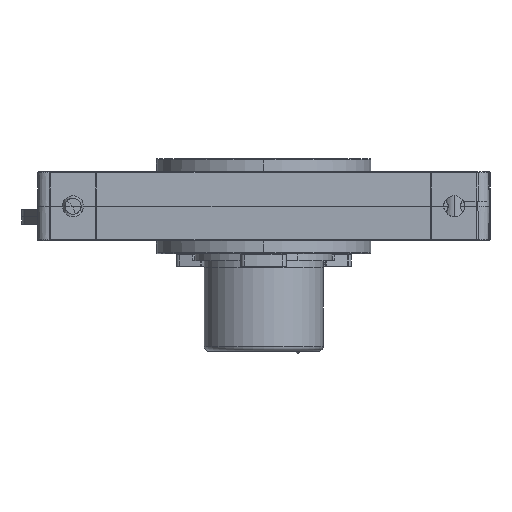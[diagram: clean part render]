
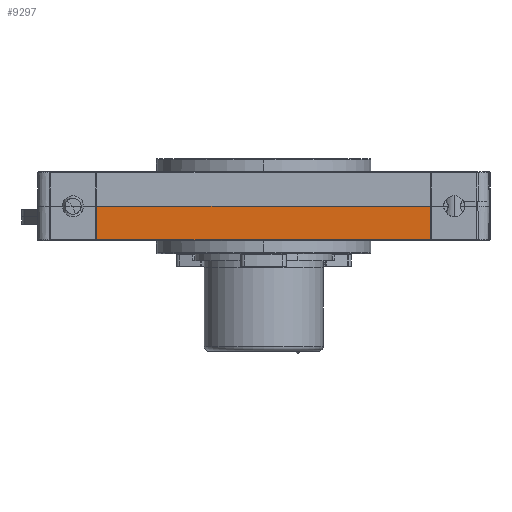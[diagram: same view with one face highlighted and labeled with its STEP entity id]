
A CAD part, left-side view. The second image highlights one B-rep face of the part: STEP entity #9297.
In plain terms, the highlighted planar face has unit normal (-1, 0, -0.018).
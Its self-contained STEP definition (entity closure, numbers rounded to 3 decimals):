
#47 = DIRECTION ( 'NONE',  ( -0.017, 0., 1. ) ) ;
#261 = EDGE_CURVE ( 'NONE', #26758, #28455, #3009, .T. ) ;
#1122 = ORIENTED_EDGE ( 'NONE', *, *, #20040, .T. ) ;
#1717 = VERTEX_POINT ( 'NONE', #12302 ) ;
#2448 = CARTESIAN_POINT ( 'NONE',  ( -94.7, 70., 7. ) ) ;
#2547 = DIRECTION ( 'NONE',  ( -0.017, 0., 1. ) ) ;
#3009 =( BOUNDED_CURVE ( )  B_SPLINE_CURVE ( 3, ( #30627, #11579, #18681, #21040 ),
 .UNSPECIFIED., .F., .F. ) 
 B_SPLINE_CURVE_WITH_KNOTS ( ( 4, 4 ),
 ( 1.571, 1.588 ),
 .UNSPECIFIED. ) 
 CURVE ( )  GEOMETRIC_REPRESENTATION_ITEM ( )  RATIONAL_B_SPLINE_CURVE ( ( 1., 1., 1., 1. ) ) 
 REPRESENTATION_ITEM ( '' )  );
#4244 = EDGE_CURVE ( 'NONE', #28455, #29854, #13034, .T. ) ;
#4495 = CARTESIAN_POINT ( 'NONE',  ( -94.637, -70.014, 3.373 ) ) ;
#4947 = CARTESIAN_POINT ( 'NONE',  ( -94.7, -70., 7. ) ) ;
#5133 = CARTESIAN_POINT ( 'NONE',  ( -94.7, 90.04, 7. ) ) ;
#5533 = ORIENTED_EDGE ( 'NONE', *, *, #22135, .F. ) ;
#6017 = CARTESIAN_POINT ( 'NONE',  ( -94.455, 90.04, -7.009 ) ) ;
#7093 = CARTESIAN_POINT ( 'NONE',  ( -94.5, -70., -4.458 ) ) ;
#7109 = VECTOR ( 'NONE', #22498, 1000. ) ;
#7420 = DIRECTION ( 'NONE',  ( 0., 1., 0. ) ) ;
#7608 = CARTESIAN_POINT ( 'NONE',  ( -94.455, -70., -7.009 ) ) ;
#8809 = CARTESIAN_POINT ( 'NONE',  ( -94.5, 70., -4.458 ) ) ;
#9297 = ADVANCED_FACE ( 'NONE', ( #20303 ), #19315, .T. ) ;
#9986 = VECTOR ( 'NONE', #19122, 1000. ) ;
#10348 =( BOUNDED_CURVE ( )  B_SPLINE_CURVE ( 3, ( #20497, #25592, #18453, #30299 ),
 .UNSPECIFIED., .F., .T. ) 
 B_SPLINE_CURVE_WITH_KNOTS ( ( 4, 4 ),
 ( 1.553, 1.571 ),
 .UNSPECIFIED. ) 
 CURVE ( )  GEOMETRIC_REPRESENTATION_ITEM ( )  RATIONAL_B_SPLINE_CURVE ( ( 1., 1., 1., 1. ) ) 
 REPRESENTATION_ITEM ( '' )  );
#10393 =( BOUNDED_CURVE ( )  B_SPLINE_CURVE ( 3, ( #7093, #30742, #4495, #21142 ),
 .UNSPECIFIED., .F., .F. ) 
 B_SPLINE_CURVE_WITH_KNOTS ( ( 4, 4 ),
 ( 4.712, 5.124 ),
 .UNSPECIFIED. ) 
 CURVE ( )  GEOMETRIC_REPRESENTATION_ITEM ( )  RATIONAL_B_SPLINE_CURVE ( ( 1., 0.986, 0.986, 1. ) ) 
 REPRESENTATION_ITEM ( '' )  );
#10713 = LINE ( 'NONE', #2448, #9986 ) ;
#11050 = ORIENTED_EDGE ( 'NONE', *, *, #17290, .T. ) ;
#11579 = CARTESIAN_POINT ( 'NONE',  ( -94.456, 70., -7.003 ) ) ;
#12234 = VERTEX_POINT ( 'NONE', #8809 ) ;
#12302 = CARTESIAN_POINT ( 'NONE',  ( -94.7, -70.042, 7. ) ) ;
#12421 = DIRECTION ( 'NONE',  ( -1., 0., -0.017 ) ) ;
#13034 = LINE ( 'NONE', #6017, #7109 ) ;
#14146 = CARTESIAN_POINT ( 'NONE',  ( -94.7, 70.042, 7. ) ) ;
#15497 = VECTOR ( 'NONE', #7420, 1000. ) ;
#15608 = CARTESIAN_POINT ( 'NONE',  ( -94.456, -70., -7. ) ) ;
#15640 = EDGE_CURVE ( 'NONE', #1717, #26967, #27384, .T. ) ;
#15823 = ORIENTED_EDGE ( 'NONE', *, *, #27495, .T. ) ;
#16422 = ORIENTED_EDGE ( 'NONE', *, *, #25062, .T. ) ;
#16539 = CARTESIAN_POINT ( 'NONE',  ( -94.455, 70., -7.009 ) ) ;
#17077 = VECTOR ( 'NONE', #47, 1000. ) ;
#17290 = EDGE_CURVE ( 'NONE', #26967, #12234, #19369, .T. ) ;
#18409 = CARTESIAN_POINT ( 'NONE',  ( -94.7, 70.042, 7. ) ) ;
#18453 = CARTESIAN_POINT ( 'NONE',  ( -94.456, -70., -7.003 ) ) ;
#18681 = CARTESIAN_POINT ( 'NONE',  ( -94.456, 70., -7.006 ) ) ;
#18999 = VERTEX_POINT ( 'NONE', #15608 ) ;
#19052 = CARTESIAN_POINT ( 'NONE',  ( -94.569, 70., -0.501 ) ) ;
#19122 = DIRECTION ( 'NONE',  ( -0.017, 0., 1. ) ) ;
#19315 = PLANE ( 'NONE',  #21384 ) ;
#19369 =( BOUNDED_CURVE ( )  B_SPLINE_CURVE ( 3, ( #14146, #28265, #19052, #21100 ),
 .UNSPECIFIED., .F., .F. ) 
 B_SPLINE_CURVE_WITH_KNOTS ( ( 4, 4 ),
 ( 4.301, 4.712 ),
 .UNSPECIFIED. ) 
 CURVE ( )  GEOMETRIC_REPRESENTATION_ITEM ( )  RATIONAL_B_SPLINE_CURVE ( ( 1., 0.986, 0.986, 1. ) ) 
 REPRESENTATION_ITEM ( '' )  );
#19582 = ORIENTED_EDGE ( 'NONE', *, *, #15640, .T. ) ;
#19598 = ORIENTED_EDGE ( 'NONE', *, *, #4244, .T. ) ;
#20040 = EDGE_CURVE ( 'NONE', #18999, #26197, #30866, .T. ) ;
#20303 = FACE_OUTER_BOUND ( 'NONE', #27529, .T. ) ;
#20497 = CARTESIAN_POINT ( 'NONE',  ( -94.455, -70., -7.009 ) ) ;
#21040 = CARTESIAN_POINT ( 'NONE',  ( -94.455, 70., -7.009 ) ) ;
#21100 = CARTESIAN_POINT ( 'NONE',  ( -94.5, 70., -4.458 ) ) ;
#21142 = CARTESIAN_POINT ( 'NONE',  ( -94.7, -70.042, 7. ) ) ;
#21384 = AXIS2_PLACEMENT_3D ( 'NONE', #5133, #12421, #2547 ) ;
#21632 = CARTESIAN_POINT ( 'NONE',  ( -94.7, 90.04, 7. ) ) ;
#22135 = EDGE_CURVE ( 'NONE', #26758, #12234, #10713, .T. ) ;
#22498 = DIRECTION ( 'NONE',  ( 0., -1., 0. ) ) ;
#22499 = CARTESIAN_POINT ( 'NONE',  ( -94.456, 70., -7. ) ) ;
#24620 = ORIENTED_EDGE ( 'NONE', *, *, #261, .T. ) ;
#25062 = EDGE_CURVE ( 'NONE', #29854, #18999, #10348, .T. ) ;
#25592 = CARTESIAN_POINT ( 'NONE',  ( -94.456, -70., -7.006 ) ) ;
#26197 = VERTEX_POINT ( 'NONE', #27374 ) ;
#26758 = VERTEX_POINT ( 'NONE', #22499 ) ;
#26967 = VERTEX_POINT ( 'NONE', #18409 ) ;
#27374 = CARTESIAN_POINT ( 'NONE',  ( -94.5, -70., -4.458 ) ) ;
#27384 = LINE ( 'NONE', #21632, #15497 ) ;
#27495 = EDGE_CURVE ( 'NONE', #26197, #1717, #10393, .T. ) ;
#27529 = EDGE_LOOP ( 'NONE', ( #5533, #24620, #19598, #16422, #1122, #15823, #19582, #11050 ) ) ;
#28265 = CARTESIAN_POINT ( 'NONE',  ( -94.637, 70.014, 3.373 ) ) ;
#28455 = VERTEX_POINT ( 'NONE', #16539 ) ;
#29854 = VERTEX_POINT ( 'NONE', #7608 ) ;
#30299 = CARTESIAN_POINT ( 'NONE',  ( -94.456, -70., -7. ) ) ;
#30627 = CARTESIAN_POINT ( 'NONE',  ( -94.456, 70., -7. ) ) ;
#30742 = CARTESIAN_POINT ( 'NONE',  ( -94.569, -70., -0.501 ) ) ;
#30866 = LINE ( 'NONE', #4947, #17077 ) ;
